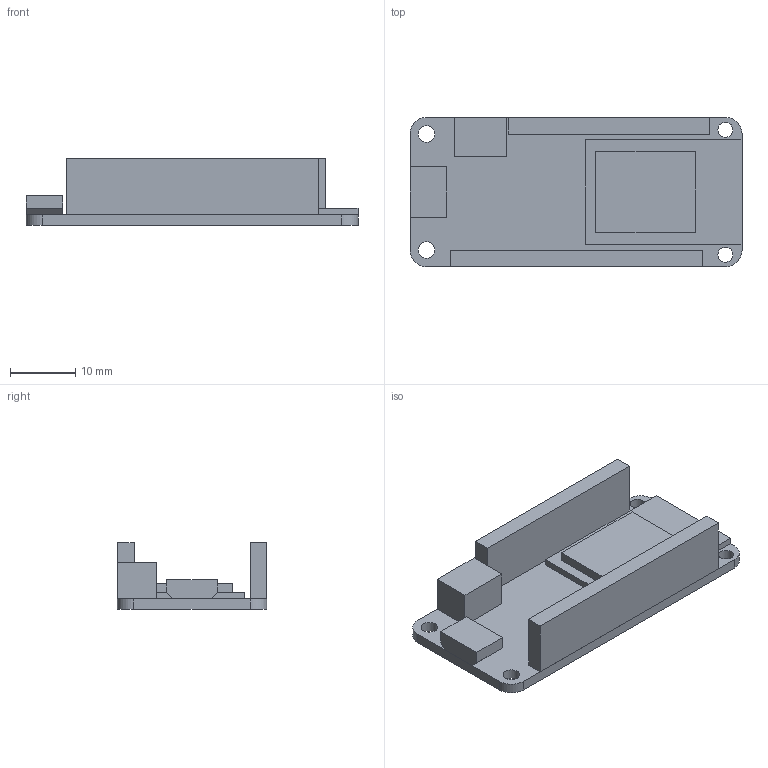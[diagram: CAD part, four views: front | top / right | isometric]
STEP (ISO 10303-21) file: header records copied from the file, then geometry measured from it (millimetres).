
FILE_DESCRIPTION(/* description */ (''),/* implementation_level */ '2;1');
FILE_NAME(/* name */ '2821 Feather HUZZAH ESP8266.step',/* time_stamp */ '2018-07-07T16:01:25-04:00',/* author */ ('Adafruit'),/* organization */ (''),/* preprocessor_version */ 'ST-DEVELOPER v17',/* originating_system */ 'Autodesk Translation Framework v7.1.0.215',/* authorisation */ '');
FILE_SCHEMA (('AUTOMOTIVE_DESIGN { 1 0 10303 214 3 1 1 }'));
Length unit declared in the file: millimetre
Products named in the file (1): Feather HUZZAH ESP8266
Bounding box: 50.8 x 22.86 x 10.2 mm (x, y, z)
Volume: 4377.9 mm3; surface area: 5898.9 mm2
Topology: 7 solids, 7 shells, 52 faces, 114 edges, 76 vertices
Faces by surface type: plane 44, cylinder 8
Full cylindrical faces by diameter (mm): 2.29 x2, 2.54 x2
Entity records: 1457 total; most frequent: CARTESIAN_POINT 243, DIRECTION 236, ORIENTED_EDGE 228, EDGE_CURVE 114, LINE 98, VECTOR 98, VERTEX_POINT 76, AXIS2_PLACEMENT_3D 69
